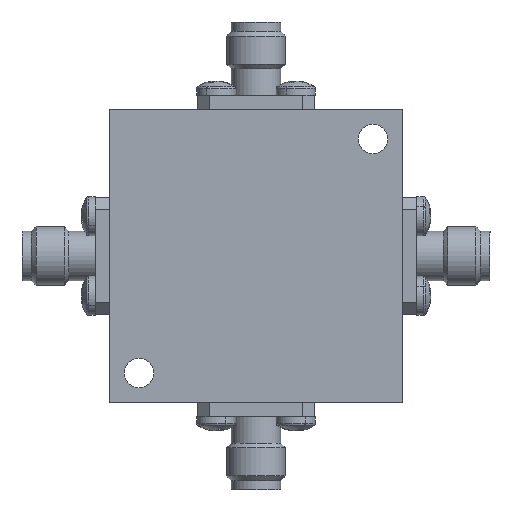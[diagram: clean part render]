
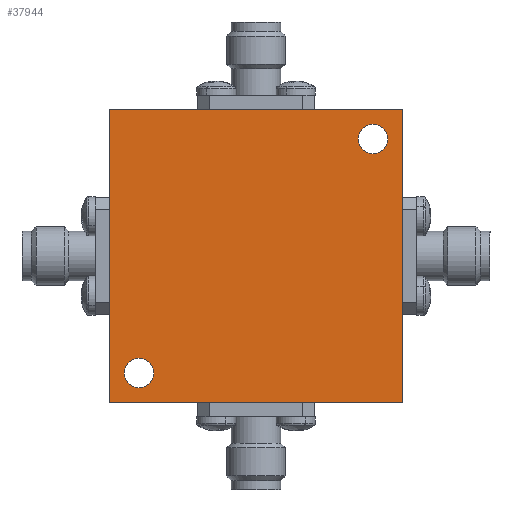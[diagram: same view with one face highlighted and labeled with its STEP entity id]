
A CAD part, front view. The second image highlights one B-rep face of the part: STEP entity #37944.
In plain terms, the highlighted planar face has unit normal (0, -1, 0).
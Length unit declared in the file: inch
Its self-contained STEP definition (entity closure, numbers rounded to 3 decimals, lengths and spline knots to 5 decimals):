
#761 = CARTESIAN_POINT ( 'NONE',  ( -0.625, 0., 0.625 ) ) ;
#4066 = CARTESIAN_POINT ( 'NONE',  ( 0.5, 0., 0.4375 ) ) ;
#4089 = AXIS2_PLACEMENT_3D ( 'NONE', #9049, #22426, #11794 ) ;
#4900 = DIRECTION ( 'NONE',  ( -1., 0., 0. ) ) ;
#4902 = CARTESIAN_POINT ( 'NONE',  ( 0.625, 0., 0.625 ) ) ;
#5148 = DIRECTION ( 'NONE',  ( 0., 0., 1. ) ) ;
#5475 = LINE ( 'NONE', #44678, #30049 ) ;
#5923 = CIRCLE ( 'NONE', #26479, 0.0625 ) ;
#5996 = DIRECTION ( 'NONE',  ( 0., 1., 0. ) ) ;
#6249 = ORIENTED_EDGE ( 'NONE', *, *, #7136, .T. ) ;
#7136 = EDGE_CURVE ( 'NONE', #56282, #18762, #31901, .T. ) ;
#8707 = ORIENTED_EDGE ( 'NONE', *, *, #23442, .T. ) ;
#9049 = CARTESIAN_POINT ( 'NONE',  ( 0.5, 0., 0.5 ) ) ;
#9476 = DIRECTION ( 'NONE',  ( 1., 0., 0. ) ) ;
#9856 = FACE_OUTER_BOUND ( 'NONE', #22320, .T. ) ;
#10194 = EDGE_CURVE ( 'NONE', #18762, #56282, #5923, .T. ) ;
#11465 = CARTESIAN_POINT ( 'NONE',  ( 0.625, 0., -0.625 ) ) ;
#11794 = DIRECTION ( 'NONE',  ( 0., 0., 1. ) ) ;
#11818 = EDGE_LOOP ( 'NONE', ( #6249, #40050 ) ) ;
#12286 = EDGE_CURVE ( 'NONE', #40153, #19067, #5475, .T. ) ;
#13645 = DIRECTION ( 'NONE',  ( 0., 0., 1. ) ) ;
#14507 = CARTESIAN_POINT ( 'NONE',  ( -0.625, 0., 0.625 ) ) ;
#17985 = CARTESIAN_POINT ( 'NONE',  ( 0.5, 0., 0.5 ) ) ;
#18215 = ORIENTED_EDGE ( 'NONE', *, *, #54934, .F. ) ;
#18762 = VERTEX_POINT ( 'NONE', #26332 ) ;
#18882 = PLANE ( 'NONE',  #37541 ) ;
#18905 = CARTESIAN_POINT ( 'NONE',  ( -0.625, 0., -0.625 ) ) ;
#19067 = VERTEX_POINT ( 'NONE', #18905 ) ;
#19934 = VECTOR ( 'NONE', #13645, 39.37008 ) ;
#20359 = VECTOR ( 'NONE', #9476, 39.37008 ) ;
#21116 = CARTESIAN_POINT ( 'NONE',  ( -0.625, 0., 0.625 ) ) ;
#22320 = EDGE_LOOP ( 'NONE', ( #41169, #24318, #18215, #29849 ) ) ;
#22426 = DIRECTION ( 'NONE',  ( 0., 1., 0. ) ) ;
#23442 = EDGE_CURVE ( 'NONE', #27582, #25367, #53393, .T. ) ;
#24318 = ORIENTED_EDGE ( 'NONE', *, *, #50733, .F. ) ;
#25367 = VERTEX_POINT ( 'NONE', #45234 ) ;
#26332 = CARTESIAN_POINT ( 'NONE',  ( -0.5, 0., -0.4375 ) ) ;
#26479 = AXIS2_PLACEMENT_3D ( 'NONE', #47147, #28993, #37509 ) ;
#27582 = VERTEX_POINT ( 'NONE', #4066 ) ;
#27670 = CARTESIAN_POINT ( 'NONE',  ( 0., 0., 0. ) ) ;
#27958 = DIRECTION ( 'NONE',  ( 0., 0., -1. ) ) ;
#28169 = AXIS2_PLACEMENT_3D ( 'NONE', #17985, #48745, #30863 ) ;
#28993 = DIRECTION ( 'NONE',  ( 0., 1., 0. ) ) ;
#29256 = CIRCLE ( 'NONE', #4089, 0.0625 ) ;
#29849 = ORIENTED_EDGE ( 'NONE', *, *, #12286, .F. ) ;
#30049 = VECTOR ( 'NONE', #4900, 39.37008 ) ;
#30345 = CARTESIAN_POINT ( 'NONE',  ( -0.5, 0., -0.5625 ) ) ;
#30863 = DIRECTION ( 'NONE',  ( 0., 0., 1. ) ) ;
#31901 = CIRCLE ( 'NONE', #45013, 0.0625 ) ;
#32678 = EDGE_CURVE ( 'NONE', #51213, #40153, #35885, .T. ) ;
#32933 = FACE_BOUND ( 'NONE', #11818, .T. ) ;
#33231 = DIRECTION ( 'NONE',  ( 0., -1., 0. ) ) ;
#35035 = DIRECTION ( 'NONE',  ( 0., 0., -1. ) ) ;
#35885 = LINE ( 'NONE', #44664, #55396 ) ;
#36165 = LINE ( 'NONE', #14507, #19934 ) ;
#36398 = LINE ( 'NONE', #761, #20359 ) ;
#36751 = ORIENTED_EDGE ( 'NONE', *, *, #54518, .T. ) ;
#37509 = DIRECTION ( 'NONE',  ( 0., 0., 1. ) ) ;
#37541 = AXIS2_PLACEMENT_3D ( 'NONE', #27670, #33231, #27958 ) ;
#37944 = ADVANCED_FACE ( 'NONE', ( #32933, #9856, #40874 ), #18882, .T. ) ;
#39967 = VERTEX_POINT ( 'NONE', #21116 ) ;
#40050 = ORIENTED_EDGE ( 'NONE', *, *, #10194, .T. ) ;
#40153 = VERTEX_POINT ( 'NONE', #11465 ) ;
#40874 = FACE_BOUND ( 'NONE', #53069, .T. ) ;
#41169 = ORIENTED_EDGE ( 'NONE', *, *, #32678, .F. ) ;
#44664 = CARTESIAN_POINT ( 'NONE',  ( 0.625, 0., 0.625 ) ) ;
#44678 = CARTESIAN_POINT ( 'NONE',  ( -0.625, 0., -0.625 ) ) ;
#45013 = AXIS2_PLACEMENT_3D ( 'NONE', #50171, #5996, #5148 ) ;
#45234 = CARTESIAN_POINT ( 'NONE',  ( 0.5, 0., 0.5625 ) ) ;
#47147 = CARTESIAN_POINT ( 'NONE',  ( -0.5, 0., -0.5 ) ) ;
#48745 = DIRECTION ( 'NONE',  ( 0., 1., 0. ) ) ;
#50171 = CARTESIAN_POINT ( 'NONE',  ( -0.5, 0., -0.5 ) ) ;
#50733 = EDGE_CURVE ( 'NONE', #39967, #51213, #36398, .T. ) ;
#51213 = VERTEX_POINT ( 'NONE', #4902 ) ;
#53069 = EDGE_LOOP ( 'NONE', ( #8707, #36751 ) ) ;
#53393 = CIRCLE ( 'NONE', #28169, 0.0625 ) ;
#54518 = EDGE_CURVE ( 'NONE', #25367, #27582, #29256, .T. ) ;
#54934 = EDGE_CURVE ( 'NONE', #19067, #39967, #36165, .T. ) ;
#55396 = VECTOR ( 'NONE', #35035, 39.37008 ) ;
#56282 = VERTEX_POINT ( 'NONE', #30345 ) ;
